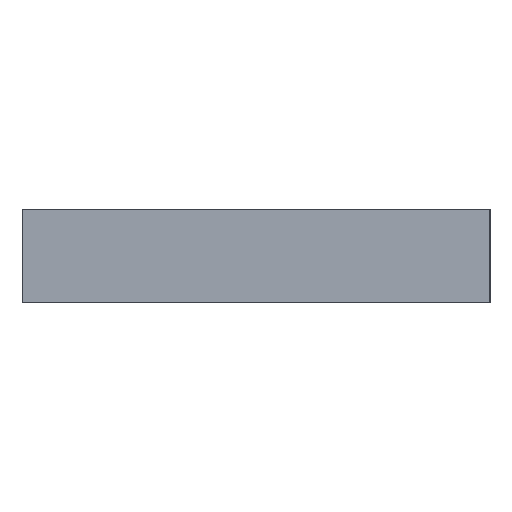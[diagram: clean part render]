
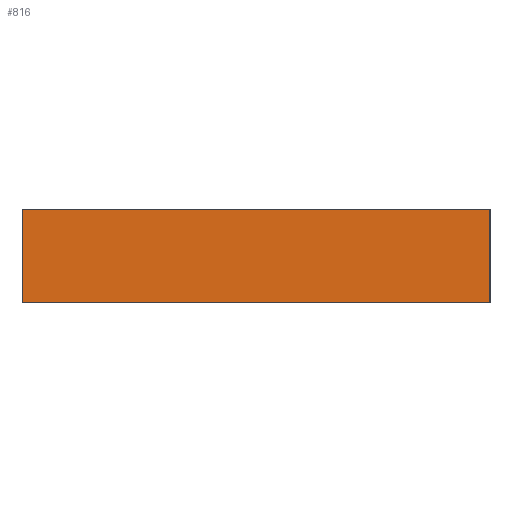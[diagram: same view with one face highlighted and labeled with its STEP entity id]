
A CAD part, left-side view. The second image highlights one B-rep face of the part: STEP entity #816.
In plain terms, the highlighted planar face has unit normal (-1, 0, 0).
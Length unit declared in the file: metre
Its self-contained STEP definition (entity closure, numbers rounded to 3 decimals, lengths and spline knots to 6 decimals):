
#66=ORIENTED_EDGE('',*,*,#298,.T.);
#67=ORIENTED_EDGE('',*,*,#277,.F.);
#68=ORIENTED_EDGE('',*,*,#299,.F.);
#69=ORIENTED_EDGE('',*,*,#295,.T.);
#277=EDGE_CURVE('',#392,#389,#472,.T.);
#295=EDGE_CURVE('',#411,#409,#490,.T.);
#298=EDGE_CURVE('',#409,#389,#493,.T.);
#299=EDGE_CURVE('',#411,#392,#494,.T.);
#389=VERTEX_POINT('',#1166);
#392=VERTEX_POINT('',#1171);
#409=VERTEX_POINT('',#1208);
#411=VERTEX_POINT('',#1211);
#472=LINE('',#1172,#589);
#490=LINE('',#1210,#607);
#493=LINE('',#1216,#610);
#494=LINE('',#1217,#611);
#589=VECTOR('',#946,1.);
#607=VECTOR('',#968,1.);
#610=VECTOR('',#973,1.);
#611=VECTOR('',#974,1.);
#685=EDGE_LOOP('',(#66,#67,#68,#69));
#732=FACE_BOUND('',#685,.T.);
#775=PLANE('',#870);
#816=ADVANCED_FACE('',(#732),#775,.F.);
#870=AXIS2_PLACEMENT_3D('',#1215,#971,#972);
#946=DIRECTION('',(0.,0.,-1.));
#968=DIRECTION('',(0.,0.,-1.));
#971=DIRECTION('',(1.,0.,0.));
#972=DIRECTION('',(0.,0.,-1.));
#973=DIRECTION('',(0.,-1.,0.));
#974=DIRECTION('',(0.,-1.,0.));
#1166=CARTESIAN_POINT('',(-0.035,-0.02,0.));
#1171=CARTESIAN_POINT('',(-0.035,-0.02,0.008));
#1172=CARTESIAN_POINT('',(-0.035,-0.02,0.008));
#1208=CARTESIAN_POINT('',(-0.035,0.02,0.));
#1210=CARTESIAN_POINT('',(-0.035,0.02,0.008));
#1211=CARTESIAN_POINT('',(-0.035,0.02,0.008));
#1215=CARTESIAN_POINT('',(-0.035,0.,0.008));
#1216=CARTESIAN_POINT('',(-0.035,0.,0.));
#1217=CARTESIAN_POINT('',(-0.035,0.,0.008));
